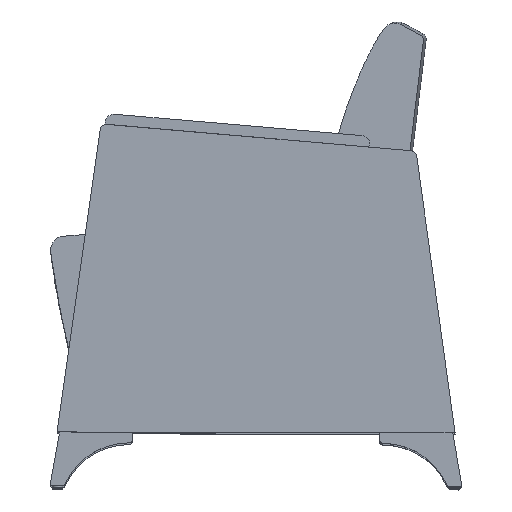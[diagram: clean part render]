
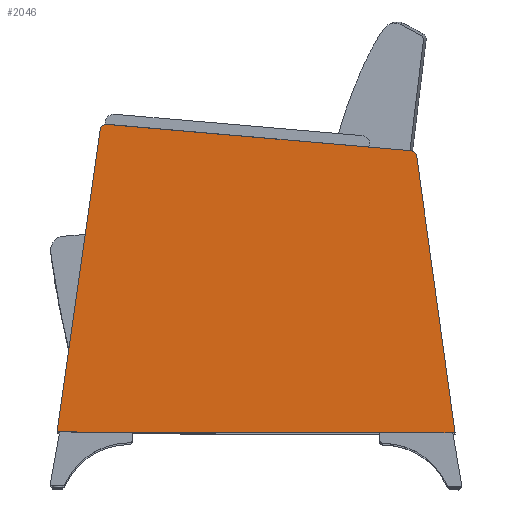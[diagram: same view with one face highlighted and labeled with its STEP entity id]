
A CAD part, top view. The second image highlights one B-rep face of the part: STEP entity #2046.
In plain terms, the highlighted planar face has unit normal (0, 0, 1).
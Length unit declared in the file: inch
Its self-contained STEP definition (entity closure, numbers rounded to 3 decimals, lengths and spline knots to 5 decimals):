
#287=PLANE('',#2266);
#332=FACE_OUTER_BOUND('',#473,.T.);
#473=EDGE_LOOP('',(#1445,#1446,#1447,#1448,#1449,#1450));
#641=LINE('',#3168,#743);
#644=LINE('',#3173,#746);
#645=LINE('',#3178,#747);
#646=LINE('',#3179,#748);
#743=VECTOR('',#2541,0.3937);
#746=VECTOR('',#2546,0.3937);
#747=VECTOR('',#2551,0.3937);
#748=VECTOR('',#2552,0.3937);
#839=CIRCLE('',#2260,0.5);
#842=CIRCLE('',#2267,0.5);
#946=VERTEX_POINT('',#3148);
#947=VERTEX_POINT('',#3149);
#954=VERTEX_POINT('',#3167);
#955=VERTEX_POINT('',#3171);
#956=VERTEX_POINT('',#3175);
#957=VERTEX_POINT('',#3177);
#1136=EDGE_CURVE('',#946,#947,#839,.T.);
#1145=EDGE_CURVE('',#947,#954,#641,.T.);
#1148=EDGE_CURVE('',#946,#955,#644,.T.);
#1149=EDGE_CURVE('',#956,#955,#842,.T.);
#1150=EDGE_CURVE('',#957,#956,#645,.T.);
#1151=EDGE_CURVE('',#954,#957,#646,.T.);
#1445=ORIENTED_EDGE('',*,*,#1136,.F.);
#1446=ORIENTED_EDGE('',*,*,#1148,.T.);
#1447=ORIENTED_EDGE('',*,*,#1149,.F.);
#1448=ORIENTED_EDGE('',*,*,#1150,.F.);
#1449=ORIENTED_EDGE('',*,*,#1151,.F.);
#1450=ORIENTED_EDGE('',*,*,#1145,.F.);
#2046=ADVANCED_FACE('',(#332),#287,.T.);
#2260=AXIS2_PLACEMENT_3D('',#3150,#2525,#2526);
#2266=AXIS2_PLACEMENT_3D('',#3174,#2547,#2548);
#2267=AXIS2_PLACEMENT_3D('',#3176,#2549,#2550);
#2525=DIRECTION('center_axis',(0.,0.,-1.));
#2526=DIRECTION('ref_axis',(0.687,0.726,0.));
#2541=DIRECTION('',(0.139,-0.99,0.));
#2546=DIRECTION('',(-0.996,0.084,0.));
#2547=DIRECTION('center_axis',(0.,0.,1.));
#2548=DIRECTION('ref_axis',(1.,0.,0.));
#2549=DIRECTION('center_axis',(0.,0.,-1.));
#2550=DIRECTION('ref_axis',(-0.656,0.755,0.));
#2551=DIRECTION('',(0.139,0.99,0.));
#2552=DIRECTION('',(-1.,0.,0.));
#3148=CARTESIAN_POINT('',(9.12104,20.07558,2.75));
#3149=CARTESIAN_POINT('',(9.57405,19.64695,2.75));
#3150=CARTESIAN_POINT('Origin',(9.07891,19.57736,2.75));
#3167=CARTESIAN_POINT('',(12.28079,0.38751,2.75));
#3168=CARTESIAN_POINT('',(9.25916,21.88751,2.75));
#3171=CARTESIAN_POINT('',(-12.15771,21.87479,2.75));
#3173=CARTESIAN_POINT('',(-6.44152,21.39147,2.75));
#3174=CARTESIAN_POINT('Origin',(-1.61059,10.43854,2.75));
#3175=CARTESIAN_POINT('',(-12.54082,21.45709,2.75));
#3176=CARTESIAN_POINT('Origin',(-12.04569,21.38751,2.75));
#3177=CARTESIAN_POINT('',(-15.50196,0.38751,2.75));
#3178=CARTESIAN_POINT('',(-15.50196,0.38751,2.75));
#3179=CARTESIAN_POINT('',(12.28079,0.38751,2.75));
